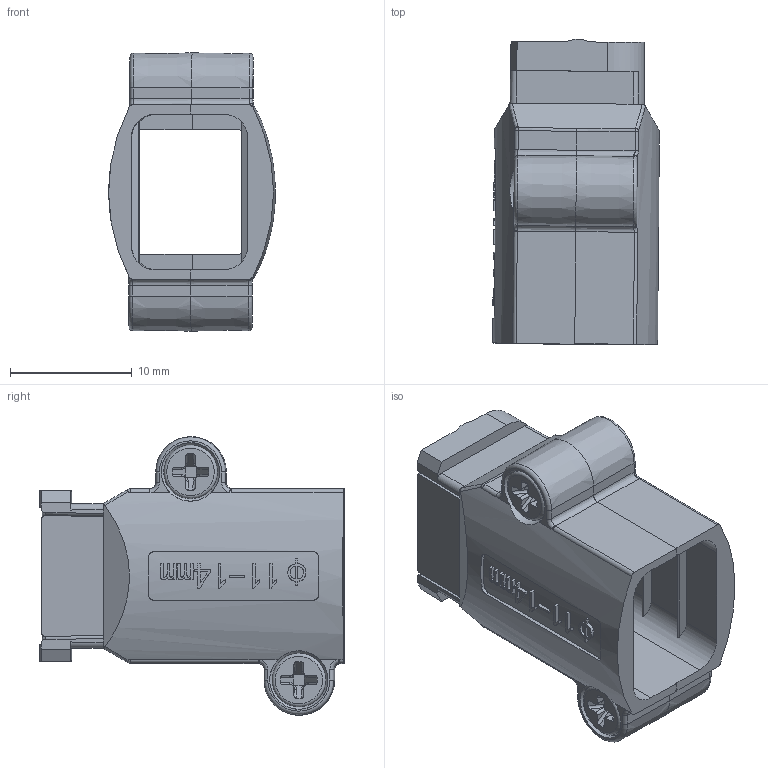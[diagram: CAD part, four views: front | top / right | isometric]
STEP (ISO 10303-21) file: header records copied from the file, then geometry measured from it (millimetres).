
FILE_DESCRIPTION(/* description */ (''),/* implementation_level */ '2;1');
FILE_NAME(/* name */ '3D_HM-CLP11-14,成品_v1.0.stp',/* time_stamp */ '2023-04-24T13:13:12+08:00',/* author */ (''),/* organization */ (''),/* preprocessor_version */ 'ST-DEVELOPER v18.1',/* originating_system */ 'SIEMENS PLM Software NX 1980',/* authorisation */ '');
FILE_SCHEMA (('AUTOMOTIVE_DESIGN { 1 0 10303 214 3 1 1 1 }'));
Length unit declared in the file: millimetre
Products named in the file (1): zyye24F06AC3lspp
Bounding box: 13.7 x 25.06 x 22.88 mm (x, y, z)
Volume: 2 mm3; surface area: 2874.1 mm2
Topology: 4 solids, 5 shells, 504 faces, 1352 edges, 881 vertices
Faces by surface type: plane 244, cylinder 106, bspline 60, extrusion 56, cone 22, torus 16
Full cylindrical faces by diameter (mm): 2.05 x2, 4.4 x2, 4.8 x2
Entity records: 34119 total; most frequent: CARTESIAN_POINT 20386, ORIENTED_EDGE 2624, DIRECTION 2008, EDGE_CURVE 1312, VERTEX_POINT 863, AXIS2_PLACEMENT_3D 686, VECTOR 636, LINE 580
